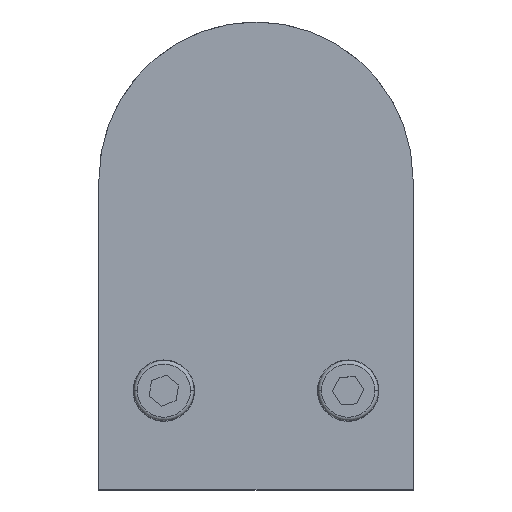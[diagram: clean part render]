
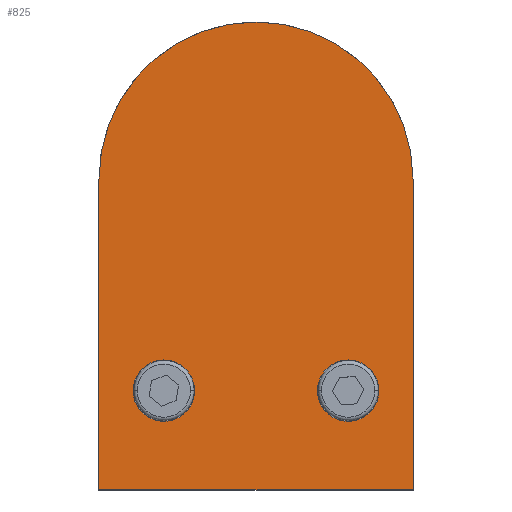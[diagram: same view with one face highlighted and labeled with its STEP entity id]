
A CAD part, top view. The second image highlights one B-rep face of the part: STEP entity #825.
In plain terms, the highlighted planar face has unit normal (0, 0, 1).
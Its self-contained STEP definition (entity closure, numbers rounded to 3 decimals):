
#95 = DIRECTION ( 'NONE',  ( 0., 0., 1. ) ) ;
#109 = ORIENTED_EDGE ( 'NONE', *, *, #2631, .T. ) ;
#116 = AXIS2_PLACEMENT_3D ( 'NONE', #1813, #2633, #1197 ) ;
#133 = EDGE_CURVE ( 'NONE', #425, #543, #1240, .T. ) ;
#197 = ORIENTED_EDGE ( 'NONE', *, *, #2575, .F. ) ;
#209 = ORIENTED_EDGE ( 'NONE', *, *, #1227, .F. ) ;
#225 = ORIENTED_EDGE ( 'NONE', *, *, #1254, .F. ) ;
#247 = AXIS2_PLACEMENT_3D ( 'NONE', #1815, #1016, #384 ) ;
#315 = ORIENTED_EDGE ( 'NONE', *, *, #2491, .F. ) ;
#325 = AXIS2_PLACEMENT_3D ( 'NONE', #781, #1410, #2220 ) ;
#374 = EDGE_LOOP ( 'NONE', ( #197, #225 ) ) ;
#384 = DIRECTION ( 'NONE',  ( 1., 0., 0. ) ) ;
#392 = DIRECTION ( 'NONE',  ( 0., -1., 0. ) ) ;
#424 = CARTESIAN_POINT ( 'NONE',  ( 23., 11.496, 14.25 ) ) ;
#425 = VERTEX_POINT ( 'NONE', #2531 ) ;
#426 = VERTEX_POINT ( 'NONE', #424 ) ;
#427 = CIRCLE ( 'NONE', #685, 4.5 ) ;
#473 = DIRECTION ( 'NONE',  ( 0., 0., 1. ) ) ;
#502 = FACE_BOUND ( 'NONE', #2472, .T. ) ;
#515 = DIRECTION ( 'NONE',  ( 1., 0., 0. ) ) ;
#543 = VERTEX_POINT ( 'NONE', #1436 ) ;
#642 = CIRCLE ( 'NONE', #974, 4.5 ) ;
#653 = AXIS2_PLACEMENT_3D ( 'NONE', #1741, #917, #982 ) ;
#685 = AXIS2_PLACEMENT_3D ( 'NONE', #1941, #95, #515 ) ;
#715 = CIRCLE ( 'NONE', #247, 4.5 ) ;
#781 = CARTESIAN_POINT ( 'NONE',  ( -13.5, 26., 14.25 ) ) ;
#798 = CARTESIAN_POINT ( 'NONE',  ( 9., 26., 14.25 ) ) ;
#825 = ADVANCED_FACE ( 'NONE', ( #2316, #502, #1316 ), #2133, .T. ) ;
#876 = CARTESIAN_POINT ( 'NONE',  ( 13.5, 26., 14.25 ) ) ;
#917 = DIRECTION ( 'NONE',  ( 0., 0., 1. ) ) ;
#958 = ORIENTED_EDGE ( 'NONE', *, *, #1960, .T. ) ;
#974 = AXIS2_PLACEMENT_3D ( 'NONE', #876, #473, #2490 ) ;
#980 = DIRECTION ( 'NONE',  ( -1., 0., 0. ) ) ;
#982 = DIRECTION ( 'NONE',  ( 1., 0., 0. ) ) ;
#1016 = DIRECTION ( 'NONE',  ( 0., 0., 1. ) ) ;
#1087 = ORIENTED_EDGE ( 'NONE', *, *, #133, .T. ) ;
#1117 = VERTEX_POINT ( 'NONE', #2261 ) ;
#1197 = DIRECTION ( 'NONE',  ( 1., 0., 0. ) ) ;
#1214 = LINE ( 'NONE', #2206, #1574 ) ;
#1227 = EDGE_CURVE ( 'NONE', #426, #543, #1214, .T. ) ;
#1240 = LINE ( 'NONE', #2628, #1486 ) ;
#1243 = EDGE_LOOP ( 'NONE', ( #209, #109, #958, #1087 ) ) ;
#1254 = EDGE_CURVE ( 'NONE', #1385, #1968, #2363, .T. ) ;
#1316 = FACE_OUTER_BOUND ( 'NONE', #1243, .T. ) ;
#1331 = ORIENTED_EDGE ( 'NONE', *, *, #1344, .F. ) ;
#1344 = EDGE_CURVE ( 'NONE', #2600, #1916, #642, .T. ) ;
#1385 = VERTEX_POINT ( 'NONE', #1536 ) ;
#1410 = DIRECTION ( 'NONE',  ( 0., 0., 1. ) ) ;
#1436 = CARTESIAN_POINT ( 'NONE',  ( -23., 11.496, 14.25 ) ) ;
#1486 = VECTOR ( 'NONE', #392, 1000. ) ;
#1536 = CARTESIAN_POINT ( 'NONE',  ( -18., 26., 14.25 ) ) ;
#1572 = VECTOR ( 'NONE', #2378, 1000. ) ;
#1574 = VECTOR ( 'NONE', #980, 1000. ) ;
#1600 = CARTESIAN_POINT ( 'NONE',  ( 23., 0., 14.25 ) ) ;
#1741 = CARTESIAN_POINT ( 'NONE',  ( 0., 57., 14.25 ) ) ;
#1813 = CARTESIAN_POINT ( 'NONE',  ( 0., 57., 14.25 ) ) ;
#1815 = CARTESIAN_POINT ( 'NONE',  ( -13.5, 26., 14.25 ) ) ;
#1916 = VERTEX_POINT ( 'NONE', #798 ) ;
#1941 = CARTESIAN_POINT ( 'NONE',  ( 13.5, 26., 14.25 ) ) ;
#1960 = EDGE_CURVE ( 'NONE', #1117, #425, #2205, .T. ) ;
#1968 = VERTEX_POINT ( 'NONE', #2580 ) ;
#2024 = CARTESIAN_POINT ( 'NONE',  ( 18., 26., 14.25 ) ) ;
#2133 = PLANE ( 'NONE',  #653 ) ;
#2203 = LINE ( 'NONE', #1600, #1572 ) ;
#2205 = CIRCLE ( 'NONE', #116, 23. ) ;
#2206 = CARTESIAN_POINT ( 'NONE',  ( 45.1, 11.496, 14.25 ) ) ;
#2220 = DIRECTION ( 'NONE',  ( 1., 0., 0. ) ) ;
#2261 = CARTESIAN_POINT ( 'NONE',  ( 23., 57., 14.25 ) ) ;
#2316 = FACE_BOUND ( 'NONE', #374, .T. ) ;
#2363 = CIRCLE ( 'NONE', #325, 4.5 ) ;
#2378 = DIRECTION ( 'NONE',  ( 0., 1., 0. ) ) ;
#2472 = EDGE_LOOP ( 'NONE', ( #1331, #315 ) ) ;
#2490 = DIRECTION ( 'NONE',  ( 1., 0., 0. ) ) ;
#2491 = EDGE_CURVE ( 'NONE', #1916, #2600, #427, .T. ) ;
#2531 = CARTESIAN_POINT ( 'NONE',  ( -23., 57., 14.25 ) ) ;
#2575 = EDGE_CURVE ( 'NONE', #1968, #1385, #715, .T. ) ;
#2580 = CARTESIAN_POINT ( 'NONE',  ( -9., 26., 14.25 ) ) ;
#2600 = VERTEX_POINT ( 'NONE', #2024 ) ;
#2628 = CARTESIAN_POINT ( 'NONE',  ( -23., 0., 14.25 ) ) ;
#2631 = EDGE_CURVE ( 'NONE', #426, #1117, #2203, .T. ) ;
#2633 = DIRECTION ( 'NONE',  ( 0., 0., 1. ) ) ;
